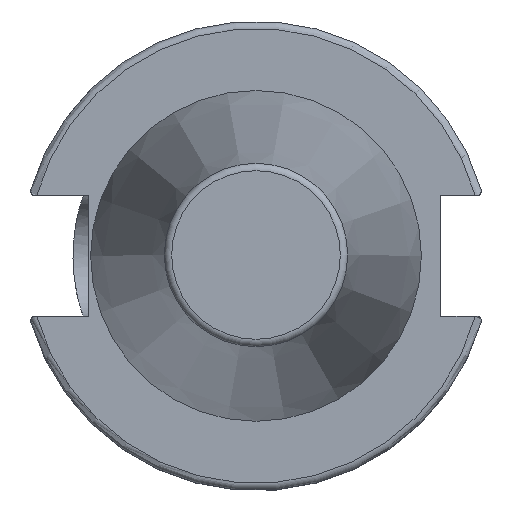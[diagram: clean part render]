
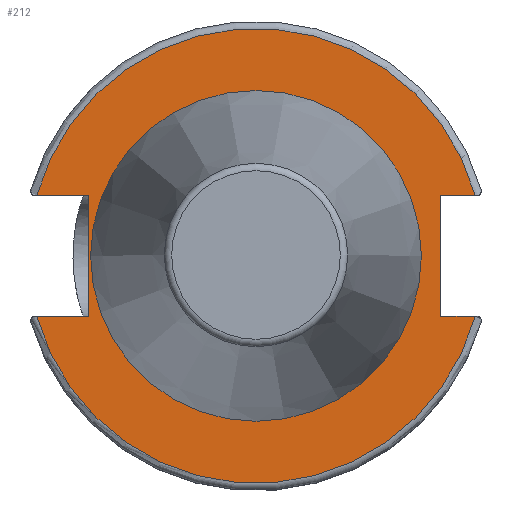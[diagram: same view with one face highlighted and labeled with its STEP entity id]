
A CAD part, top view. The second image highlights one B-rep face of the part: STEP entity #212.
In plain terms, the highlighted planar face has unit normal (0, 0, 1).
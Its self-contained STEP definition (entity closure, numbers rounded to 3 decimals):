
#45=FACE_BOUND('',#342,.T.);
#46=FACE_BOUND('',#343,.T.);
#153=CIRCLE('',#1107,30.75);
#157=CIRCLE('',#1115,22.371);
#158=CIRCLE('',#1116,30.75);
#212=ADVANCED_FACE('',(#45,#46),#271,.T.);
#271=PLANE('',#1117);
#342=EDGE_LOOP('',(#602));
#343=EDGE_LOOP('',(#603,#604,#605,#606,#607,#608,#609,#610));
#452=LINE('',#1645,#498);
#455=LINE('',#1693,#501);
#456=LINE('',#1695,#502);
#457=LINE('',#1699,#503);
#458=LINE('',#1701,#504);
#459=LINE('',#1703,#505);
#498=VECTOR('',#1267,1.);
#501=VECTOR('',#1290,1.);
#502=VECTOR('',#1291,1.);
#503=VECTOR('',#1294,1.);
#504=VECTOR('',#1295,1.);
#505=VECTOR('',#1296,1.);
#602=ORIENTED_EDGE('',*,*,#945,.F.);
#603=ORIENTED_EDGE('',*,*,#946,.T.);
#604=ORIENTED_EDGE('',*,*,#947,.T.);
#605=ORIENTED_EDGE('',*,*,#948,.F.);
#606=ORIENTED_EDGE('',*,*,#949,.T.);
#607=ORIENTED_EDGE('',*,*,#950,.T.);
#608=ORIENTED_EDGE('',*,*,#951,.T.);
#609=ORIENTED_EDGE('',*,*,#937,.F.);
#610=ORIENTED_EDGE('',*,*,#935,.T.);
#826=VERTEX_POINT('',#1644);
#827=VERTEX_POINT('',#1646);
#828=VERTEX_POINT('',#1656);
#834=VERTEX_POINT('',#1692);
#835=VERTEX_POINT('',#1694);
#836=VERTEX_POINT('',#1696);
#837=VERTEX_POINT('',#1698);
#838=VERTEX_POINT('',#1700);
#839=VERTEX_POINT('',#1702);
#935=EDGE_CURVE('',#827,#826,#452,.T.);
#937=EDGE_CURVE('',#827,#828,#153,.T.);
#945=EDGE_CURVE('',#834,#834,#157,.T.);
#946=EDGE_CURVE('',#826,#835,#455,.T.);
#947=EDGE_CURVE('',#835,#836,#456,.T.);
#948=EDGE_CURVE('',#837,#836,#158,.T.);
#949=EDGE_CURVE('',#837,#838,#457,.T.);
#950=EDGE_CURVE('',#838,#839,#458,.T.);
#951=EDGE_CURVE('',#839,#828,#459,.T.);
#1107=AXIS2_PLACEMENT_3D('',#1655,#1270,#1271);
#1115=AXIS2_PLACEMENT_3D('',#1691,#1288,#1289);
#1116=AXIS2_PLACEMENT_3D('',#1697,#1292,#1293);
#1117=AXIS2_PLACEMENT_3D('',#1704,#1297,#1298);
#1267=DIRECTION('',(-1.,0.,0.));
#1270=DIRECTION('',(0.,0.,-1.));
#1271=DIRECTION('',(0.,-1.,0.));
#1288=DIRECTION('',(0.,0.,1.));
#1289=DIRECTION('',(1.,0.,0.));
#1290=DIRECTION('',(0.,1.,0.));
#1291=DIRECTION('',(1.,0.,0.));
#1292=DIRECTION('',(0.,0.,-1.));
#1293=DIRECTION('',(0.,1.,0.));
#1294=DIRECTION('',(1.,0.,0.));
#1295=DIRECTION('',(0.,-1.,0.));
#1296=DIRECTION('',(-1.,0.,0.));
#1297=DIRECTION('',(0.,0.,1.));
#1298=DIRECTION('',(1.,0.,0.));
#1644=CARTESIAN_POINT('',(25.,-8.19,-1.));
#1645=CARTESIAN_POINT('',(12.5,-8.19,-1.));
#1646=CARTESIAN_POINT('',(29.639,-8.19,-1.));
#1655=CARTESIAN_POINT('',(0.,0.,-1.));
#1656=CARTESIAN_POINT('',(-29.639,-8.19,-1.));
#1691=CARTESIAN_POINT('',(0.,0.,-1.));
#1692=CARTESIAN_POINT('',(22.371,0.,-1.));
#1693=CARTESIAN_POINT('',(25.,15.875,-1.));
#1694=CARTESIAN_POINT('',(25.,8.19,-1.));
#1695=CARTESIAN_POINT('',(12.5,8.19,-1.));
#1696=CARTESIAN_POINT('',(29.639,8.19,-1.));
#1697=CARTESIAN_POINT('',(0.,0.,-1.));
#1698=CARTESIAN_POINT('',(-29.639,8.19,-1.));
#1699=CARTESIAN_POINT('',(-11.3,8.19,-1.));
#1700=CARTESIAN_POINT('',(-22.6,8.19,-1.));
#1701=CARTESIAN_POINT('',(-22.6,15.875,-1.));
#1702=CARTESIAN_POINT('',(-22.6,-8.19,-1.));
#1703=CARTESIAN_POINT('',(-11.3,-8.19,-1.));
#1704=CARTESIAN_POINT('',(0.,31.75,-1.));
